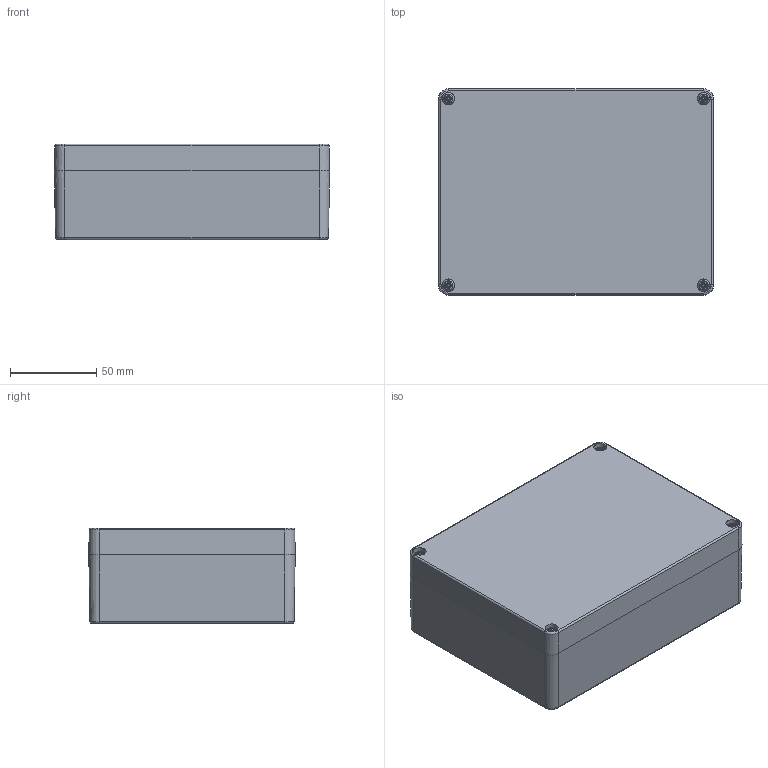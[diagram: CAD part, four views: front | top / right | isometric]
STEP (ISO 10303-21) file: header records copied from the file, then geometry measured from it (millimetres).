
FILE_DESCRIPTION((''),'2;1');
FILE_NAME('04011049xx-MBT_161255_VE.stp','2015-05-29T14:44:56',('robin.rentz'),(''),'Autodesk Inventor 2012','Autodesk Inventor 2012','');
FILE_SCHEMA(('AUTOMOTIVE_DESIGN { 1 2 10303 214 0 1 1 1 }'));
Length unit declared in the file: millimetre
Products named in the file (6): 04011049xx-MBT_161255_VE; 04011049x2-UT_161240_VE; 04011049x1-OT_161215_VE; xxx-O-Ring--OT--MBM-MBT_161215; 1990000276 Schraube BM4x24_11; 1990000007 M4 Gewindebuchse
Assembly tree (11 placements, depth 2):
  04011049xx-MBT_161255_VE
    04011049x2-UT_161240_VE
    04011049x1-OT_161215_VE
    xxx-O-Ring--OT--MBM-MBT_161215
    1990000276 Schraube BM4x24_11  x4
    1990000007 M4 Gewindebuchse  x4
Bounding box: 160 x 120 x 55.5 mm (x, y, z)
Volume: 226422.5 mm3; surface area: 155164.2 mm2
Topology: 11 solids, 11 shells, 1591 faces, 3858 edges, 2332 vertices
Faces by surface type: plane 585, cylinder 408, cone 362, torus 200, bspline 32, sphere 4
Full cylindrical faces by diameter (mm): 3.242 x4, 3.3 x4, 4 x4, 4.4 x4, 4.5 x8, 4.8 x4, 5.1 x4, 6.8 x4, 7 x4, 7.4 x4, 7.8 x4
Entity records: 23067 total; most frequent: CARTESIAN_POINT 4879, DIRECTION 4076, ORIENTED_EDGE 3590, EDGE_CURVE 1795, AXIS2_PLACEMENT_3D 1694, VERTEX_POINT 1121, EDGE_LOOP 900, CIRCLE 899
